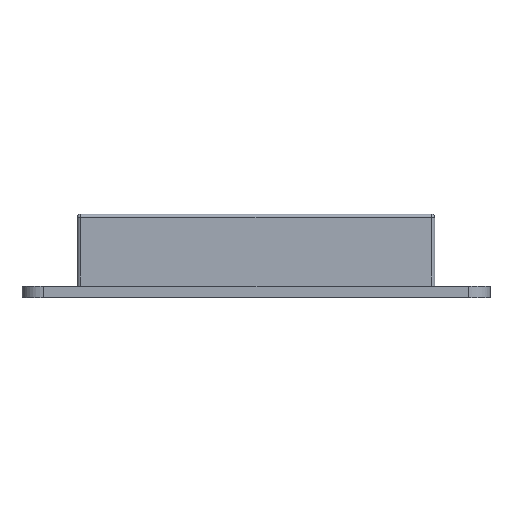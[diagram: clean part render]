
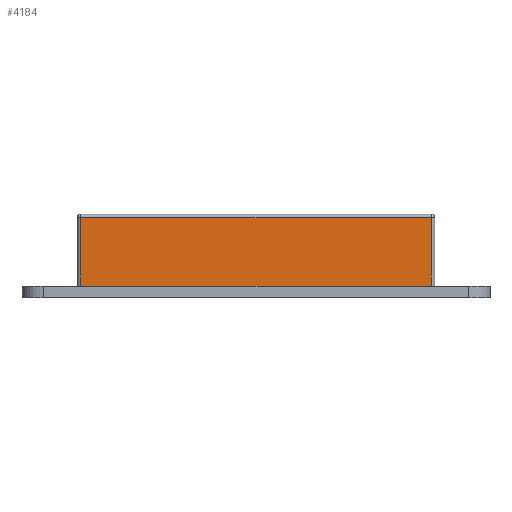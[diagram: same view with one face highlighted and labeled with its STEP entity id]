
A CAD part, top view. The second image highlights one B-rep face of the part: STEP entity #4184.
In plain terms, the highlighted planar face has unit normal (0, 0, 1).
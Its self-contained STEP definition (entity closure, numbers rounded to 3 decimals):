
#196=PLANE('',#4504);
#331=FACE_OUTER_BOUND('',#613,.T.);
#613=EDGE_LOOP('',(#2721,#2722,#2723,#2724));
#1067=LINE('',#6533,#1277);
#1079=LINE('',#6566,#1289);
#1080=LINE('',#6570,#1290);
#1081=LINE('',#6571,#1291);
#1277=VECTOR('',#5119,10.);
#1289=VECTOR('',#5157,10.);
#1290=VECTOR('',#5162,10.);
#1291=VECTOR('',#5163,10.);
#1806=VERTEX_POINT('',#6527);
#1808=VERTEX_POINT('',#6531);
#1816=VERTEX_POINT('',#6565);
#1817=VERTEX_POINT('',#6569);
#2153=EDGE_CURVE('',#1808,#1806,#1067,.T.);
#2169=EDGE_CURVE('',#1806,#1816,#1079,.T.);
#2171=EDGE_CURVE('',#1817,#1808,#1080,.T.);
#2172=EDGE_CURVE('',#1816,#1817,#1081,.T.);
#2721=ORIENTED_EDGE('',*,*,#2153,.F.);
#2722=ORIENTED_EDGE('',*,*,#2171,.F.);
#2723=ORIENTED_EDGE('',*,*,#2172,.F.);
#2724=ORIENTED_EDGE('',*,*,#2169,.F.);
#4184=ADVANCED_FACE('',(#331),#196,.T.);
#4504=AXIS2_PLACEMENT_3D('',#6568,#5160,#5161);
#5119=DIRECTION('',(0.,1.,0.));
#5157=DIRECTION('',(1.,0.,0.));
#5160=DIRECTION('center_axis',(0.,0.,1.));
#5161=DIRECTION('ref_axis',(1.,0.,0.));
#5162=DIRECTION('',(-1.,0.,0.));
#5163=DIRECTION('',(0.,-1.,0.));
#6527=CARTESIAN_POINT('',(-24.33,10.3,14.121));
#6531=CARTESIAN_POINT('',(-24.33,0.8,14.121));
#6533=CARTESIAN_POINT('',(-24.33,0.8,14.121));
#6565=CARTESIAN_POINT('',(24.33,10.3,14.121));
#6566=CARTESIAN_POINT('',(-12.415,10.3,14.121));
#6568=CARTESIAN_POINT('Origin',(-24.83,0.8,14.121));
#6569=CARTESIAN_POINT('',(24.33,0.8,14.121));
#6570=CARTESIAN_POINT('',(-12.415,0.8,14.121));
#6571=CARTESIAN_POINT('',(24.33,0.8,14.121));
